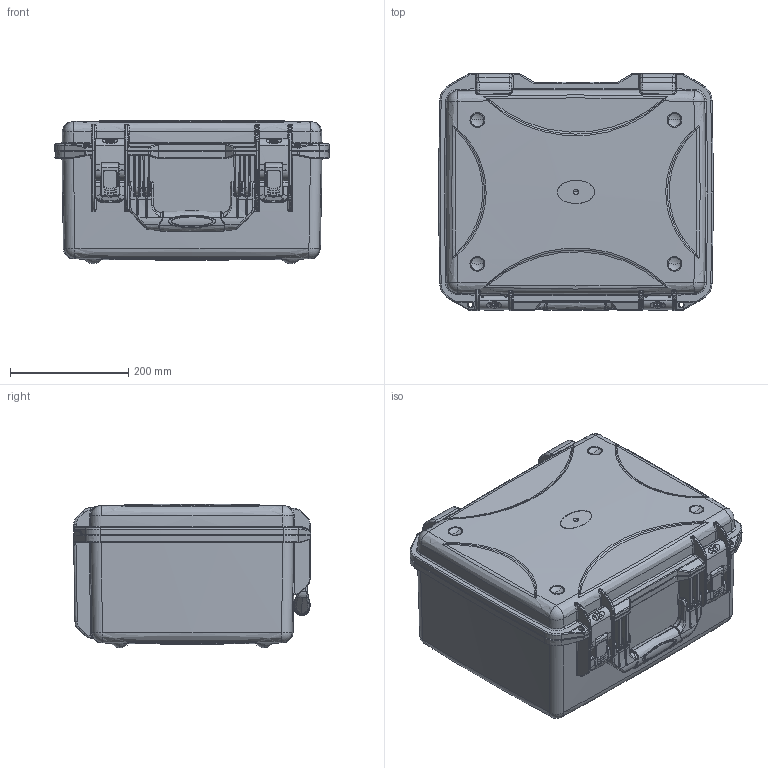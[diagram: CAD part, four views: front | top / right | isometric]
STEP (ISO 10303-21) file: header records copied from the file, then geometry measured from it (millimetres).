
FILE_DESCRIPTION (( 'STEP AP203' ), '1' );
FILE_NAME ('SIN-04640-24BK-8002_final2.STEP', '2023-06-26T03:42:32', ( 'admin' ), ( '' ), 'SwSTEP 2.0', 'SolidWorks 2022', '' );
FILE_SCHEMA (( 'CONFIG_CONTROL_DESIGN' ));
Length unit declared in the file: millimetre
Products named in the file (13): SIN-04640-24BK-8002.stp; LASUO-X_ASM_1__ASM.stp; CP_1LASUO-GAI_X_1_.stp; CP_MANIFOLD_SOLID_BREP_106982_.stp; LASUO4__ASM.stp; LASUO4TH_.stp; CP_MANIFOLD_SOLID_BREP_57169_.stp; CP_DASHOUBA_.stp; CP_1LASUO-ZUO_X_1_.stp; LASUO4KOUXIALA_.stp; CP_NONE_NONE__ASM.stp; SIN-04640-24BK-8002_final2; LASUO4GOU_.stp
Assembly tree (13 placements, depth 5):
  SIN-04640-24BK-8002_final2
    SIN-04640-24BK-8002.stp
      CP_NONE_NONE__ASM.stp
        CP_MANIFOLD_SOLID_BREP_57169_.stp
        CP_MANIFOLD_SOLID_BREP_106982_.stp
      LASUO4__ASM.stp  x2
        LASUO-X_ASM_1__ASM.stp
          CP_1LASUO-GAI_X_1_.stp
          CP_1LASUO-ZUO_X_1_.stp
        LASUO4TH_.stp
        LASUO4GOU_.stp
        LASUO4KOUXIALA_.stp
      CP_DASHOUBA_.stp
Bounding box: 464.77 x 401.42 x 242.97 mm (x, y, z)
Volume: 2504512.9 mm3; surface area: 1604889.4 mm2
Topology: 8 solids, 18 shells, 4212 faces, 11004 edges, 6676 vertices
Faces by surface type: cylinder 1435, bspline 1165, plane 728, torus 540, cone 187, sphere 157
Entity records: 227905 total; most frequent: CARTESIAN_POINT 159101, ORIENTED_EDGE 17275, DIRECTION 9020, EDGE_CURVE 8656, B_SPLINE_CURVE_WITH_KNOTS 5572, VERTEX_POINT 5343, AXIS2_PLACEMENT_3D 3716, EDGE_LOOP 3431
